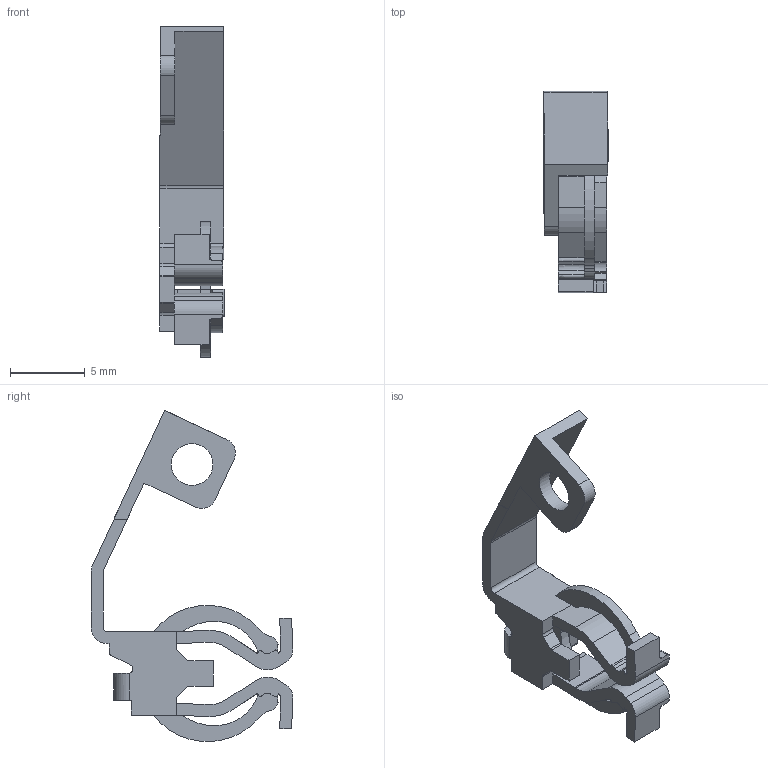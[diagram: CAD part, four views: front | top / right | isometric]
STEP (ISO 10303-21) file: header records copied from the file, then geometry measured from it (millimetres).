
FILE_DESCRIPTION(('CATIA V5 STEP Exchange','CAx-IF Rec.Pracs.--- Model Styling and Organization---1.4--- 2014-01-23'),'2;1');
FILE_NAME ('D1379407_1', '2019-06-07T06:20:46+00:00', ('none'), ('Weidmueller'), 'CATIA Version 5-6 Release 2016 SP3 HF44', 'CATIA V5 STEP AP214', 'none');
FILE_SCHEMA(('AUTOMOTIVE_DESIGN { 1 0 10303 214 1 1 1 1 }'));
Length unit declared in the file: millimetre
Products named in the file (1): S3D_SMSE_FE_MCZ_1-5_PE
Bounding box: 4.3 x 13.52 x 22.19 mm (x, y, z)
Volume: 194.5 mm3; surface area: 620 mm2
Topology: 1 solids, 1 shells, 163 faces, 526 edges, 355 vertices
Faces by surface type: plane 84, cylinder 66, extrusion 13
Entity records: 6078 total; most frequent: CARTESIAN_POINT 1341, ORIENTED_EDGE 1052, DIRECTION 780, EDGE_CURVE 526, VECTOR 362, VERTEX_POINT 355, LINE 349, AXIS2_PLACEMENT_3D 284
